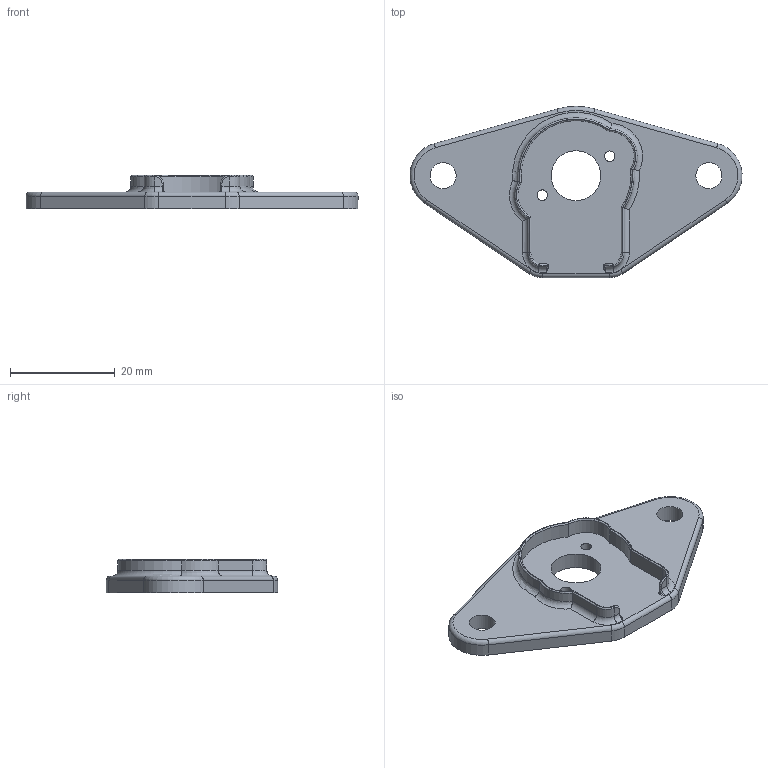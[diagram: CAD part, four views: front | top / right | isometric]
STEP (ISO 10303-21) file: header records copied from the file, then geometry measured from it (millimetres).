
FILE_DESCRIPTION(/* description */ (''),/* implementation_level */ '2;1');
FILE_NAME(/* name */ 'REV-21-2120 CANCoder Holder.step',/* time_stamp */ '2023-09-22T06:19:48-04:00',/* author */ (''),/* organization */ (''),/* preprocessor_version */ 'ST-DEVELOPER v20',/* originating_system */ 'Autodesk Translation Framework v12.9.0.99',/* authorisation */ '');
FILE_SCHEMA (('AUTOMOTIVE_DESIGN { 1 0 10303 214 3 1 1 }'));
Length unit declared in the file: inch
Products named in the file (2): REV-21-2120 CANCoder Holder; CANCoder Holder
Assembly tree (1 placements, depth 2):
  REV-21-2120 CANCoder Holder
    CANCoder Holder
Bounding box: 63.47 x 32.74 x 6.35 mm (x, y, z)
Volume: 4289.9 mm3; surface area: 3717.4 mm2
Topology: 1 solids, 1 shells, 98 faces, 234 edges, 137 vertices
Faces by surface type: cylinder 47, torus 31, plane 18, bspline 2
Full cylindrical faces by diameter (mm): 1.994 x2, 4.978 x2, 9.525 x1
Entity records: 3181 total; most frequent: CARTESIAN_POINT 817, DIRECTION 516, ORIENTED_EDGE 464, EDGE_CURVE 232, AXIS2_PLACEMENT_3D 212, VERTEX_POINT 137, CIRCLE 113, EDGE_LOOP 109
